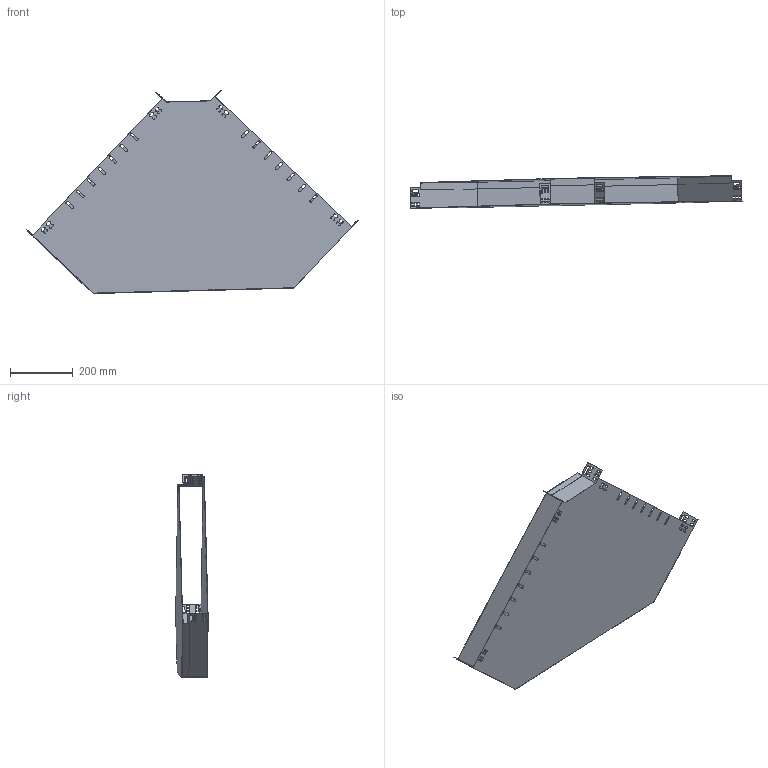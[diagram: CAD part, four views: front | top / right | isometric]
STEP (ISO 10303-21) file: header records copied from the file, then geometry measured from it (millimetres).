
FILE_DESCRIPTION (( 'STEP AP203' ), '1' );
FILE_NAME ('CLP2P-080-600-M-HDZ Ïîâîðîò íà 90 ãð. 80õ600 IEK HDZ.STEP', '2016-02-29T07:49:36', ( '' ), ( '' ), 'SwSTEP 2.0', 'SolidWorks 2014', '' );
FILE_SCHEMA (( 'CONFIG_CONTROL_DESIGN' ));
Length unit declared in the file: millimetre
Products named in the file (1): CLP2P-080-600-M-HDZ Ïîâîðîò íà 90 ãð. 80õ600 IEK HDZ
Bounding box: 1056.97 x 103.85 x 646.82 mm (x, y, z)
Volume: 738786.9 mm3; surface area: 1860069.1 mm2
Topology: 2 solids, 2 shells, 282 faces, 830 edges, 552 vertices
Faces by surface type: plane 166, cylinder 116
Entity records: 9721 total; most frequent: CARTESIAN_POINT 1665, ORIENTED_EDGE 1660, DIRECTION 1628, EDGE_CURVE 830, VECTOR 598, LINE 598, VERTEX_POINT 552, AXIS2_PLACEMENT_3D 515
